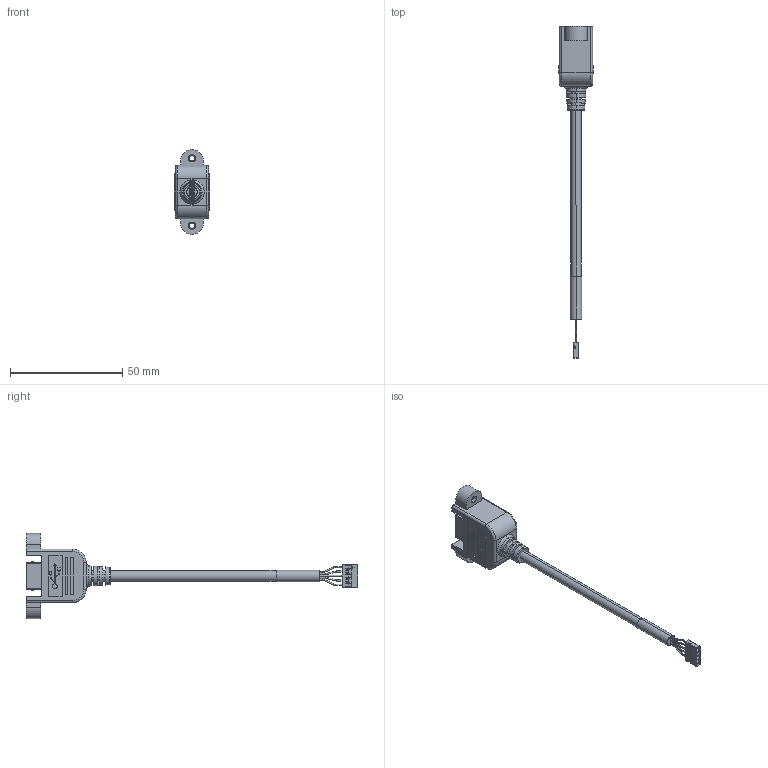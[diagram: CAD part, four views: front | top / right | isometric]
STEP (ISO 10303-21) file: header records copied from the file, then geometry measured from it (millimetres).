
FILE_DESCRIPTION (( 'STEP AP214' ), '1' );
FILE_NAME ('UPMB5-2MM.STEP', '2013-12-04T21:13:46', ( 'L-Com' ), ( 'L-Com Global Connectivity' ), 'SwSTEP 2.0', 'SolidWorks 2012', '' );
FILE_SCHEMA (( 'AUTOMOTIVE_DESIGN' ));
Length unit declared in the file: inch
Products named in the file (9): 3AC01-003_for .180" O.D. cable; 1AA10-076___; MTN-464_WITH NEW LOGO; 1AA05-023 SUZHOU___; MTN-466; MTN-464_with new logo; UPMA5-2MM-MA1_UPMA5-2MM-MA1; UPMB5-2MM; STKB-440-4
Assembly tree (9 placements, depth 3):
  UPMB5-2MM
    UPMA5-2MM-MA1_UPMA5-2MM-MA1
    MTN-464_WITH NEW LOGO
      MTN-464_with new logo
      MTN-466
      1AA05-023 SUZHOU___
      STKB-440-4  x2
    1AA10-076___
    3AC01-003_for .180" O.D. cable
Bounding box: 15.65 x 147.99 x 38 mm (x, y, z)
Volume: 13143.3 mm3; surface area: 9584.4 mm2
Topology: 8 solids, 8 shells, 812 faces, 2097 edges, 1340 vertices
Faces by surface type: plane 502, cylinder 173, cone 60, bspline 47, torus 30
Entity records: 26888 total; most frequent: CARTESIAN_POINT 5979, ORIENTED_EDGE 4010, DIRECTION 3717, EDGE_CURVE 2005, LINE 1513, VECTOR 1513, VERTEX_POINT 1292, AXIS2_PLACEMENT_3D 1102
